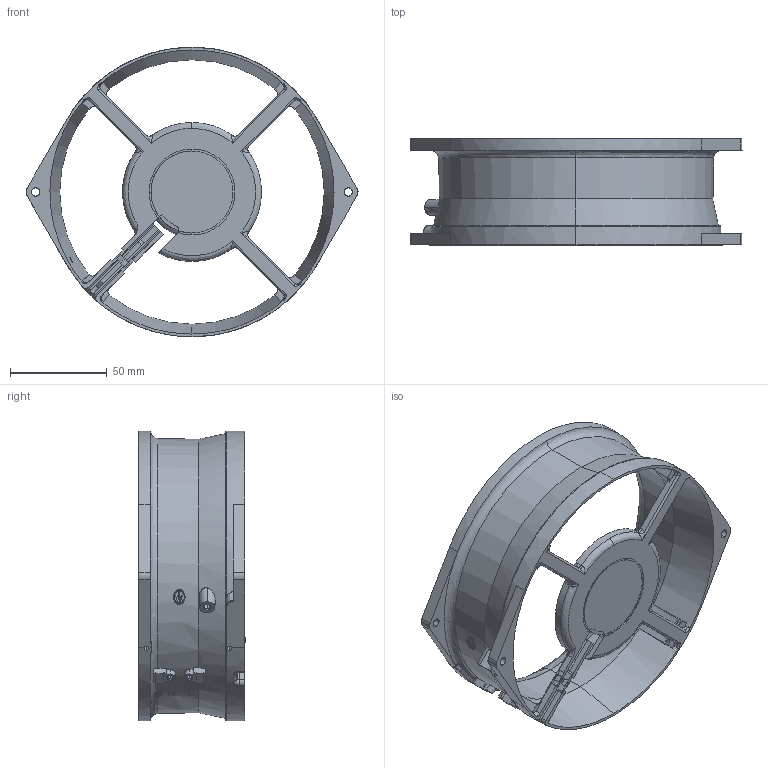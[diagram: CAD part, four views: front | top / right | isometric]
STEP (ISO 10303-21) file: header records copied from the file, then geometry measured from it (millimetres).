
FILE_DESCRIPTION(('FreeCAD Model'),'2;1');
FILE_NAME('OA162-5E No Impeller.stp', '2020-05-07T10:42:54',('Author'),(''), 'Open CASCADE STEP processor 7.3','FreeCAD','Unknown');
FILE_SCHEMA(('AUTOMOTIVE_DESIGN { 1 0 10303 214 1 1 1 1 }'));
Products named in the file (1): OA162-5E_No_Impeller
Bounding box: 172.03 x 55.21 x 150 mm (x, y, z)
Surface area: 72261.1 mm2 (no closed solid volume)
Topology: 0 solids, 4 shells, 419 faces, 4061 edges, 3646 vertices
Faces by surface type: bspline 280, revolution 139
Entity records: 130413 total; most frequent: CARTESIAN_POINT 78306, B_SPLINE_CURVE_WITH_KNOTS 11154, ORIENTED_EDGE 7968, PCURVE 7968, DEFINITIONAL_REPRESENTATION 7968, EDGE_CURVE 4051, SURFACE_CURVE 4051, VERTEX_POINT 3646
